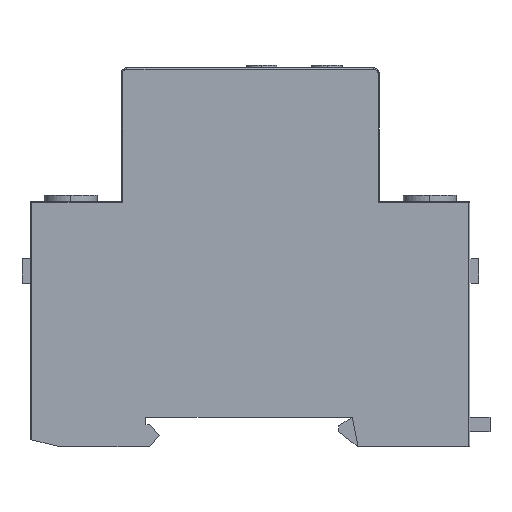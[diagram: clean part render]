
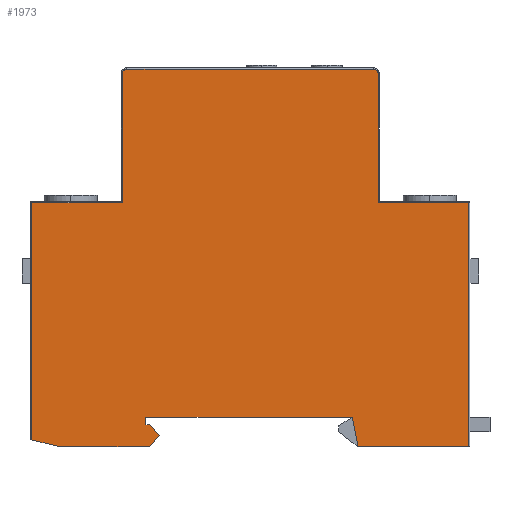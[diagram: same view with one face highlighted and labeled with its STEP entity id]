
A CAD part, left-side view. The second image highlights one B-rep face of the part: STEP entity #1973.
In plain terms, the highlighted planar face has unit normal (-1, 0, 0).
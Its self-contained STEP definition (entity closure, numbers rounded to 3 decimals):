
#13 = ORIENTED_EDGE ( 'NONE', *, *, #1235, .F. ) ;
#78 = CARTESIAN_POINT ( 'NONE',  ( -36.3, 16.8, 65.1 ) ) ;
#117 = CARTESIAN_POINT ( 'NONE',  ( -36.3, 55.9, 3.9 ) ) ;
#133 = VERTEX_POINT ( 'NONE', #8328 ) ;
#148 = VERTEX_POINT ( 'NONE', #9217 ) ;
#179 = DIRECTION ( 'NONE',  ( 0., 1., 0. ) ) ;
#224 = DIRECTION ( 'NONE',  ( 0., -0.678, -0.735 ) ) ;
#262 = EDGE_CURVE ( 'NONE', #723, #4774, #5576, .T. ) ;
#265 = VECTOR ( 'NONE', #9232, 1000. ) ;
#366 = EDGE_CURVE ( 'NONE', #5091, #148, #4347, .T. ) ;
#388 = CARTESIAN_POINT ( 'NONE',  ( -36.3, 56.5, 5.2 ) ) ;
#594 = VECTOR ( 'NONE', #5670, 1000. ) ;
#599 = ORIENTED_EDGE ( 'NONE', *, *, #2091, .T. ) ;
#700 = EDGE_CURVE ( 'NONE', #148, #4936, #10074, .T. ) ;
#720 = VERTEX_POINT ( 'NONE', #4599 ) ;
#723 = VERTEX_POINT ( 'NONE', #1289 ) ;
#768 = CARTESIAN_POINT ( 'NONE',  ( -36.3, 71.4, 0. ) ) ;
#771 = EDGE_CURVE ( 'NONE', #4855, #3643, #4964, .T. ) ;
#782 = DIRECTION ( 'NONE',  ( 0., 0.189, 0.982 ) ) ;
#819 = LINE ( 'NONE', #7906, #8923 ) ;
#908 = CARTESIAN_POINT ( 'NONE',  ( -36.3, 20.5, 5.2 ) ) ;
#938 = DIRECTION ( 'NONE',  ( -1., 0., 0. ) ) ;
#978 = ORIENTED_EDGE ( 'NONE', *, *, #2941, .T. ) ;
#1197 = LINE ( 'NONE', #908, #594 ) ;
#1226 = CARTESIAN_POINT ( 'NONE',  ( -36.3, 60.6, 42.6 ) ) ;
#1235 = EDGE_CURVE ( 'NONE', #1358, #133, #4940, .T. ) ;
#1289 = CARTESIAN_POINT ( 'NONE',  ( -36.3, 19.5, 0. ) ) ;
#1358 = VERTEX_POINT ( 'NONE', #3229 ) ;
#1578 = ORIENTED_EDGE ( 'NONE', *, *, #8510, .T. ) ;
#1627 = VECTOR ( 'NONE', #3798, 1000. ) ;
#1664 = DIRECTION ( 'NONE',  ( 0., 0., -1. ) ) ;
#1763 = CARTESIAN_POINT ( 'NONE',  ( -36.3, 20.5, 5.2 ) ) ;
#1911 = CARTESIAN_POINT ( 'NONE',  ( -36.3, 56.5, 3.9 ) ) ;
#1973 = ADVANCED_FACE ( 'NONE', ( #2202 ), #9146, .F. ) ;
#2032 = CARTESIAN_POINT ( 'NONE',  ( -36.3, 76.6, 42.6 ) ) ;
#2091 = EDGE_CURVE ( 'NONE', #5847, #7093, #8215, .T. ) ;
#2202 = FACE_OUTER_BOUND ( 'NONE', #6898, .T. ) ;
#2468 = ORIENTED_EDGE ( 'NONE', *, *, #7445, .T. ) ;
#2569 = CARTESIAN_POINT ( 'NONE',  ( -36.3, 55.9, 0. ) ) ;
#2588 = CARTESIAN_POINT ( 'NONE',  ( -36.3, 16., 42.6 ) ) ;
#2710 = VERTEX_POINT ( 'NONE', #6451 ) ;
#2934 = CARTESIAN_POINT ( 'NONE',  ( -36.3, 55.9, 3.9 ) ) ;
#2941 = EDGE_CURVE ( 'NONE', #3500, #3643, #6495, .T. ) ;
#3067 = LINE ( 'NONE', #117, #3558 ) ;
#3183 = LINE ( 'NONE', #8451, #4293 ) ;
#3229 = CARTESIAN_POINT ( 'NONE',  ( -36.3, 56.5, 5.2 ) ) ;
#3239 = ORIENTED_EDGE ( 'NONE', *, *, #771, .F. ) ;
#3250 = EDGE_CURVE ( 'NONE', #4774, #1358, #1197, .T. ) ;
#3260 = LINE ( 'NONE', #2569, #3889 ) ;
#3264 = CARTESIAN_POINT ( 'NONE',  ( -36.3, 16., 65.1 ) ) ;
#3269 = ORIENTED_EDGE ( 'NONE', *, *, #3734, .F. ) ;
#3463 = VECTOR ( 'NONE', #6206, 1000. ) ;
#3500 = VERTEX_POINT ( 'NONE', #6066 ) ;
#3558 = VECTOR ( 'NONE', #224, 1000. ) ;
#3643 = VERTEX_POINT ( 'NONE', #4624 ) ;
#3734 = EDGE_CURVE ( 'NONE', #2710, #723, #819, .T. ) ;
#3798 = DIRECTION ( 'NONE',  ( 0., 0., -1. ) ) ;
#3873 = ORIENTED_EDGE ( 'NONE', *, *, #262, .F. ) ;
#3889 = VECTOR ( 'NONE', #5805, 1000. ) ;
#4068 = LINE ( 'NONE', #7695, #265 ) ;
#4251 = EDGE_CURVE ( 'NONE', #4648, #4855, #3260, .T. ) ;
#4293 = VECTOR ( 'NONE', #6165, 1000. ) ;
#4347 = CIRCLE ( 'NONE', #9249, 0.8 ) ;
#4366 = ORIENTED_EDGE ( 'NONE', *, *, #9690, .T. ) ;
#4463 = VECTOR ( 'NONE', #6637, 1000. ) ;
#4527 = CARTESIAN_POINT ( 'NONE',  ( -36.3, 60.6, 42.8 ) ) ;
#4575 = VECTOR ( 'NONE', #5109, 1000. ) ;
#4599 = CARTESIAN_POINT ( 'NONE',  ( -36.3, 54.1, 1.95 ) ) ;
#4624 = CARTESIAN_POINT ( 'NONE',  ( -36.3, 76.4, 1.25 ) ) ;
#4648 = VERTEX_POINT ( 'NONE', #5648 ) ;
#4658 = ORIENTED_EDGE ( 'NONE', *, *, #6941, .F. ) ;
#4680 = CARTESIAN_POINT ( 'NONE',  ( -36.3, 19.5, 0. ) ) ;
#4753 = EDGE_CURVE ( 'NONE', #720, #4648, #8560, .T. ) ;
#4774 = VERTEX_POINT ( 'NONE', #1763 ) ;
#4855 = VERTEX_POINT ( 'NONE', #8977 ) ;
#4936 = VERTEX_POINT ( 'NONE', #1226 ) ;
#4940 = LINE ( 'NONE', #388, #4575 ) ;
#4964 = LINE ( 'NONE', #768, #3463 ) ;
#5088 = ORIENTED_EDGE ( 'NONE', *, *, #366, .T. ) ;
#5091 = VERTEX_POINT ( 'NONE', #6280 ) ;
#5109 = DIRECTION ( 'NONE',  ( 0., 0., -1. ) ) ;
#5295 = CARTESIAN_POINT ( 'NONE',  ( -36.3, 0., 0. ) ) ;
#5304 = AXIS2_PLACEMENT_3D ( 'NONE', #5295, #6891, #6078 ) ;
#5424 = VECTOR ( 'NONE', #7598, 1000. ) ;
#5547 = VERTEX_POINT ( 'NONE', #2934 ) ;
#5573 = ORIENTED_EDGE ( 'NONE', *, *, #8426, .T. ) ;
#5576 = LINE ( 'NONE', #4680, #9228 ) ;
#5648 = CARTESIAN_POINT ( 'NONE',  ( -36.3, 55.9, 0. ) ) ;
#5670 = DIRECTION ( 'NONE',  ( 0., 1., 0. ) ) ;
#5692 = VECTOR ( 'NONE', #179, 1000. ) ;
#5700 = DIRECTION ( 'NONE',  ( 0., 0., -1. ) ) ;
#5805 = DIRECTION ( 'NONE',  ( 0., 1., 0. ) ) ;
#5847 = VERTEX_POINT ( 'NONE', #3264 ) ;
#5870 = DIRECTION ( 'NONE',  ( 0., 0., -1. ) ) ;
#6066 = CARTESIAN_POINT ( 'NONE',  ( -36.3, 76.4, 42.6 ) ) ;
#6078 = DIRECTION ( 'NONE',  ( 0., 0., -1. ) ) ;
#6165 = DIRECTION ( 'NONE',  ( 0., 0., 1. ) ) ;
#6206 = DIRECTION ( 'NONE',  ( 0., 0.97, 0.243 ) ) ;
#6280 = CARTESIAN_POINT ( 'NONE',  ( -36.3, 59.8, 65.9 ) ) ;
#6283 = CARTESIAN_POINT ( 'NONE',  ( -36.3, 59.8, 65.1 ) ) ;
#6451 = CARTESIAN_POINT ( 'NONE',  ( -36.3, 0.2, 0. ) ) ;
#6478 = VECTOR ( 'NONE', #6486, 1000. ) ;
#6486 = DIRECTION ( 'NONE',  ( 0., 0.678, -0.735 ) ) ;
#6495 = LINE ( 'NONE', #9009, #9304 ) ;
#6637 = DIRECTION ( 'NONE',  ( 0., 1., 0. ) ) ;
#6891 = DIRECTION ( 'NONE',  ( 1., 0., 0. ) ) ;
#6898 = EDGE_LOOP ( 'NONE', ( #3269, #1578, #4366, #9081, #599, #2468, #5088, #9803, #5573, #978, #3239, #6907, #7390, #10108, #4658, #13, #7144, #3873 ) ) ;
#6907 = ORIENTED_EDGE ( 'NONE', *, *, #4251, .F. ) ;
#6941 = EDGE_CURVE ( 'NONE', #133, #5547, #7788, .T. ) ;
#7093 = VERTEX_POINT ( 'NONE', #9242 ) ;
#7144 = ORIENTED_EDGE ( 'NONE', *, *, #3250, .F. ) ;
#7390 = ORIENTED_EDGE ( 'NONE', *, *, #4753, .F. ) ;
#7445 = EDGE_CURVE ( 'NONE', #7093, #5091, #7763, .T. ) ;
#7598 = DIRECTION ( 'NONE',  ( 0., 1., 0. ) ) ;
#7695 = CARTESIAN_POINT ( 'NONE',  ( -36.3, 0.2, 42.8 ) ) ;
#7763 = LINE ( 'NONE', #8792, #5692 ) ;
#7788 = LINE ( 'NONE', #1911, #8386 ) ;
#7906 = CARTESIAN_POINT ( 'NONE',  ( -36.3, 0., 0. ) ) ;
#7982 = DIRECTION ( 'NONE',  ( -1., 0., 0. ) ) ;
#8215 = CIRCLE ( 'NONE', #9661, 0.8 ) ;
#8328 = CARTESIAN_POINT ( 'NONE',  ( -36.3, 56.5, 3.9 ) ) ;
#8386 = VECTOR ( 'NONE', #9999, 1000. ) ;
#8426 = EDGE_CURVE ( 'NONE', #4936, #3500, #8975, .T. ) ;
#8451 = CARTESIAN_POINT ( 'NONE',  ( -36.3, 16., 65.1 ) ) ;
#8510 = EDGE_CURVE ( 'NONE', #2710, #9427, #4068, .T. ) ;
#8560 = LINE ( 'NONE', #8883, #6478 ) ;
#8714 = LINE ( 'NONE', #9945, #5424 ) ;
#8792 = CARTESIAN_POINT ( 'NONE',  ( -36.3, 59.8, 65.9 ) ) ;
#8883 = CARTESIAN_POINT ( 'NONE',  ( -36.3, 54.1, 1.95 ) ) ;
#8923 = VECTOR ( 'NONE', #10141, 1000. ) ;
#8975 = LINE ( 'NONE', #2032, #4463 ) ;
#8977 = CARTESIAN_POINT ( 'NONE',  ( -36.3, 71.4, 0. ) ) ;
#9009 = CARTESIAN_POINT ( 'NONE',  ( -36.3, 76.4, 1.3 ) ) ;
#9081 = ORIENTED_EDGE ( 'NONE', *, *, #9798, .T. ) ;
#9146 = PLANE ( 'NONE',  #5304 ) ;
#9217 = CARTESIAN_POINT ( 'NONE',  ( -36.3, 60.6, 65.1 ) ) ;
#9228 = VECTOR ( 'NONE', #782, 1000. ) ;
#9232 = DIRECTION ( 'NONE',  ( 0., 0., 1. ) ) ;
#9242 = CARTESIAN_POINT ( 'NONE',  ( -36.3, 16.8, 65.9 ) ) ;
#9249 = AXIS2_PLACEMENT_3D ( 'NONE', #6283, #7982, #1664 ) ;
#9304 = VECTOR ( 'NONE', #5870, 1000. ) ;
#9427 = VERTEX_POINT ( 'NONE', #9582 ) ;
#9466 = EDGE_CURVE ( 'NONE', #5547, #720, #3067, .T. ) ;
#9582 = CARTESIAN_POINT ( 'NONE',  ( -36.3, 0.2, 42.6 ) ) ;
#9661 = AXIS2_PLACEMENT_3D ( 'NONE', #78, #938, #5700 ) ;
#9690 = EDGE_CURVE ( 'NONE', #9427, #9754, #8714, .T. ) ;
#9754 = VERTEX_POINT ( 'NONE', #2588 ) ;
#9798 = EDGE_CURVE ( 'NONE', #9754, #5847, #3183, .T. ) ;
#9803 = ORIENTED_EDGE ( 'NONE', *, *, #700, .T. ) ;
#9945 = CARTESIAN_POINT ( 'NONE',  ( -36.3, 15.8, 42.6 ) ) ;
#9999 = DIRECTION ( 'NONE',  ( 0., -1., 0. ) ) ;
#10074 = LINE ( 'NONE', #4527, #1627 ) ;
#10108 = ORIENTED_EDGE ( 'NONE', *, *, #9466, .F. ) ;
#10141 = DIRECTION ( 'NONE',  ( 0., 1., 0. ) ) ;
